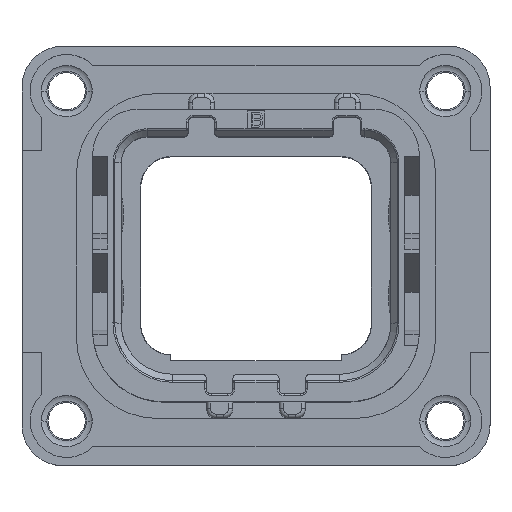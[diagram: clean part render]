
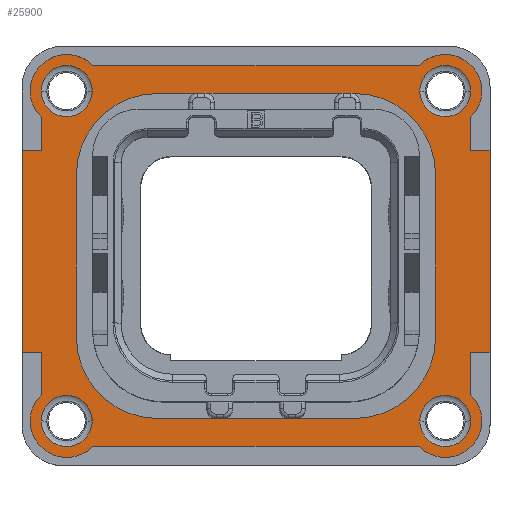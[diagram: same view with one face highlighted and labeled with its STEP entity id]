
A CAD part, top view. The second image highlights one B-rep face of the part: STEP entity #25900.
In plain terms, the highlighted planar face has unit normal (0, 0, 1).
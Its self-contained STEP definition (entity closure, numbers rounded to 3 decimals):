
#373=DIRECTION('',(0.,-1.,0.));
#374=VECTOR('',#373,12.45);
#375=CARTESIAN_POINT('',(-14.4,6.5,1.5));
#376=LINE('',#375,#374);
#436=CARTESIAN_POINT('',(-11.65,10.15,1.5));
#437=DIRECTION('',(0.,0.,1.));
#438=DIRECTION('',(0.716,0.698,0.));
#439=AXIS2_PLACEMENT_3D('',#436,#437,#438);
#449=CARTESIAN_POINT('',(11.65,10.15,1.5));
#450=DIRECTION('',(0.,0.,1.));
#451=DIRECTION('',(0.698,-0.716,0.));
#452=AXIS2_PLACEMENT_3D('',#449,#450,#451);
#459=DIRECTION('',(0.,1.,0.));
#460=VECTOR('',#459,2.588);
#461=CARTESIAN_POINT('',(13.22,-8.538,1.5));
#462=LINE('',#461,#460);
#463=DIRECTION('',(1.,0.,0.));
#464=VECTOR('',#463,20.077);
#465=CARTESIAN_POINT('',(-10.038,-11.72,1.5));
#466=LINE('',#465,#464);
#467=DIRECTION('',(0.,-1.,0.));
#468=VECTOR('',#467,2.588);
#469=CARTESIAN_POINT('',(-13.22,-5.95,1.5));
#470=LINE('',#469,#468);
#471=DIRECTION('',(1.,0.,0.));
#472=VECTOR('',#471,1.18);
#473=CARTESIAN_POINT('',(-14.4,-5.95,1.5));
#474=LINE('',#473,#472);
#475=DIRECTION('',(-1.,0.,0.));
#476=VECTOR('',#475,1.18);
#477=CARTESIAN_POINT('',(-13.22,6.5,1.5));
#478=LINE('',#477,#476);
#479=DIRECTION('',(0.,-1.,0.));
#480=VECTOR('',#479,2.038);
#481=CARTESIAN_POINT('',(-13.22,8.538,1.5));
#482=LINE('',#481,#480);
#483=DIRECTION('',(-1.,0.,0.));
#484=VECTOR('',#483,20.077);
#485=CARTESIAN_POINT('',(10.038,11.72,1.5));
#486=LINE('',#485,#484);
#487=DIRECTION('',(0.,1.,0.));
#488=VECTOR('',#487,2.038);
#489=CARTESIAN_POINT('',(13.22,6.5,1.5));
#490=LINE('',#489,#488);
#491=DIRECTION('',(-1.,0.,0.));
#492=VECTOR('',#491,1.18);
#493=CARTESIAN_POINT('',(14.4,6.5,1.5));
#494=LINE('',#493,#492);
#495=DIRECTION('',(1.,0.,0.));
#496=VECTOR('',#495,1.18);
#497=CARTESIAN_POINT('',(13.22,-5.95,1.5));
#498=LINE('',#497,#496);
#499=CARTESIAN_POINT('',(11.65,-10.15,1.5));
#500=DIRECTION('',(0.,0.,1.));
#501=DIRECTION('',(-1.,0.,0.));
#502=AXIS2_PLACEMENT_3D('',#499,#500,#501);
#504=CARTESIAN_POINT('',(-11.65,-10.15,1.5));
#505=DIRECTION('',(0.,0.,1.));
#506=DIRECTION('',(-1.,0.,0.));
#507=AXIS2_PLACEMENT_3D('',#504,#505,#506);
#509=CARTESIAN_POINT('',(-11.65,10.15,1.5));
#510=DIRECTION('',(0.,0.,1.));
#511=DIRECTION('',(1.,0.,0.));
#512=AXIS2_PLACEMENT_3D('',#509,#510,#511);
#514=CARTESIAN_POINT('',(11.65,10.15,1.5));
#515=DIRECTION('',(0.,0.,1.));
#516=DIRECTION('',(1.,0.,0.));
#517=AXIS2_PLACEMENT_3D('',#514,#515,#516);
#519=CARTESIAN_POINT('',(6.05,5.,1.5));
#520=DIRECTION('',(0.,0.,-1.));
#521=DIRECTION('',(0.,1.,0.));
#522=AXIS2_PLACEMENT_3D('',#519,#520,#521);
#524=DIRECTION('',(1.,0.,0.));
#525=VECTOR('',#524,12.1);
#526=CARTESIAN_POINT('',(-6.05,10.,1.5));
#527=LINE('',#526,#525);
#528=CARTESIAN_POINT('',(-6.05,5.,1.5));
#529=DIRECTION('',(0.,0.,-1.));
#530=DIRECTION('',(-1.,0.,0.));
#531=AXIS2_PLACEMENT_3D('',#528,#529,#530);
#533=DIRECTION('',(0.,1.,0.));
#534=VECTOR('',#533,10.);
#535=CARTESIAN_POINT('',(-11.05,-5.,1.5));
#536=LINE('',#535,#534);
#537=CARTESIAN_POINT('',(-6.05,-5.,1.5));
#538=DIRECTION('',(0.,0.,-1.));
#539=DIRECTION('',(0.,-1.,0.));
#540=AXIS2_PLACEMENT_3D('',#537,#538,#539);
#542=DIRECTION('',(-1.,0.,0.));
#543=VECTOR('',#542,12.1);
#544=CARTESIAN_POINT('',(6.05,-10.,1.5));
#545=LINE('',#544,#543);
#546=CARTESIAN_POINT('',(6.05,-5.,1.5));
#547=DIRECTION('',(0.,0.,-1.));
#548=DIRECTION('',(1.,0.,0.));
#549=AXIS2_PLACEMENT_3D('',#546,#547,#548);
#551=DIRECTION('',(0.,-1.,0.));
#552=VECTOR('',#551,10.);
#553=CARTESIAN_POINT('',(11.05,5.,1.5));
#554=LINE('',#553,#552);
#559=CARTESIAN_POINT('',(11.65,-10.15,1.5));
#560=DIRECTION('',(0.,0.,1.));
#561=DIRECTION('',(-0.716,-0.698,0.));
#562=AXIS2_PLACEMENT_3D('',#559,#560,#561);
#616=CARTESIAN_POINT('',(-11.65,-10.15,1.5));
#617=DIRECTION('',(0.,0.,1.));
#618=DIRECTION('',(-0.698,0.716,0.));
#619=AXIS2_PLACEMENT_3D('',#616,#617,#618);
#645=DIRECTION('',(0.,1.,0.));
#646=VECTOR('',#645,12.45);
#647=CARTESIAN_POINT('',(14.4,-5.95,1.5));
#648=LINE('',#647,#646);
#701=CARTESIAN_POINT('',(11.65,-10.15,1.5));
#702=DIRECTION('',(0.,0.,1.));
#703=DIRECTION('',(1.,0.,0.));
#704=AXIS2_PLACEMENT_3D('',#701,#702,#703);
#706=CARTESIAN_POINT('',(-11.65,-10.15,1.5));
#707=DIRECTION('',(0.,0.,1.));
#708=DIRECTION('',(1.,0.,0.));
#709=AXIS2_PLACEMENT_3D('',#706,#707,#708);
#727=CARTESIAN_POINT('',(-11.65,10.15,1.5));
#728=DIRECTION('',(0.,0.,1.));
#729=DIRECTION('',(-1.,0.,0.));
#730=AXIS2_PLACEMENT_3D('',#727,#728,#729);
#732=CARTESIAN_POINT('',(11.65,10.15,1.5));
#733=DIRECTION('',(0.,0.,1.));
#734=DIRECTION('',(-1.,0.,0.));
#735=AXIS2_PLACEMENT_3D('',#732,#733,#734);
#22191=CARTESIAN_POINT('',(-6.05,10.,1.5));
#22192=CARTESIAN_POINT('',(6.05,10.,1.5));
#22193=VERTEX_POINT('',#22191);
#22194=VERTEX_POINT('',#22192);
#22195=CARTESIAN_POINT('',(11.05,-5.,1.5));
#22196=CARTESIAN_POINT('',(6.05,-10.,1.5));
#22197=VERTEX_POINT('',#22195);
#22198=VERTEX_POINT('',#22196);
#22199=CARTESIAN_POINT('',(11.05,5.,1.5));
#22200=VERTEX_POINT('',#22199);
#22201=CARTESIAN_POINT('',(-11.05,5.,1.5));
#22202=VERTEX_POINT('',#22201);
#22203=CARTESIAN_POINT('',(-11.05,-5.,1.5));
#22204=VERTEX_POINT('',#22203);
#22205=CARTESIAN_POINT('',(-6.05,-10.,1.5));
#22206=VERTEX_POINT('',#22205);
#22235=CARTESIAN_POINT('',(14.4,-5.95,1.5));
#22236=CARTESIAN_POINT('',(14.4,6.5,1.5));
#22237=VERTEX_POINT('',#22235);
#22238=VERTEX_POINT('',#22236);
#22239=CARTESIAN_POINT('',(-14.4,6.5,1.5));
#22240=CARTESIAN_POINT('',(-14.4,-5.95,1.5));
#22241=VERTEX_POINT('',#22239);
#22242=VERTEX_POINT('',#22240);
#22243=CARTESIAN_POINT('',(10.08,10.15,1.5));
#22244=VERTEX_POINT('',#22243);
#22245=CARTESIAN_POINT('',(-10.08,10.15,1.5));
#22246=VERTEX_POINT('',#22245);
#22247=CARTESIAN_POINT('',(-10.08,-10.15,1.5));
#22248=VERTEX_POINT('',#22247);
#22249=CARTESIAN_POINT('',(10.08,-10.15,1.5));
#22250=VERTEX_POINT('',#22249);
#22251=CARTESIAN_POINT('',(-13.22,6.5,1.5));
#22252=VERTEX_POINT('',#22251);
#22253=CARTESIAN_POINT('',(13.22,6.5,1.5));
#22254=VERTEX_POINT('',#22253);
#22255=CARTESIAN_POINT('',(-13.22,-5.95,1.5));
#22256=VERTEX_POINT('',#22255);
#22571=CARTESIAN_POINT('',(13.22,-5.95,1.5));
#22572=VERTEX_POINT('',#22571);
#22902=CARTESIAN_POINT('',(13.22,8.538,1.5));
#22904=VERTEX_POINT('',#22902);
#22906=CARTESIAN_POINT('',(-10.038,-11.72,1.5));
#22908=VERTEX_POINT('',#22906);
#22910=CARTESIAN_POINT('',(10.038,-11.72,1.5));
#22912=VERTEX_POINT('',#22910);
#22914=CARTESIAN_POINT('',(-13.22,-8.538,1.5));
#22916=VERTEX_POINT('',#22914);
#22918=CARTESIAN_POINT('',(-10.038,11.72,1.5));
#22920=VERTEX_POINT('',#22918);
#22922=CARTESIAN_POINT('',(10.038,11.72,1.5));
#22924=VERTEX_POINT('',#22922);
#22926=CARTESIAN_POINT('',(-13.22,8.538,1.5));
#22928=VERTEX_POINT('',#22926);
#22930=CARTESIAN_POINT('',(13.22,-8.538,1.5));
#22932=VERTEX_POINT('',#22930);
#22934=CARTESIAN_POINT('',(13.22,10.15,1.5));
#22935=VERTEX_POINT('',#22934);
#22936=CARTESIAN_POINT('',(-13.22,10.15,1.5));
#22937=VERTEX_POINT('',#22936);
#22938=CARTESIAN_POINT('',(-13.22,-10.15,1.5));
#22939=VERTEX_POINT('',#22938);
#22940=CARTESIAN_POINT('',(13.22,-10.15,1.5));
#22941=VERTEX_POINT('',#22940);
#25823=CARTESIAN_POINT('',(0.,0.,1.5));
#25824=DIRECTION('',(0.,0.,1.));
#25825=DIRECTION('',(1.,0.,0.));
#25826=AXIS2_PLACEMENT_3D('',#25823,#25824,#25825);
#25827=PLANE('',#25826);
#25829=ORIENTED_EDGE('',*,*,#25828,.F.);
#25831=ORIENTED_EDGE('',*,*,#25830,.F.);
#25833=ORIENTED_EDGE('',*,*,#25832,.F.);
#25835=ORIENTED_EDGE('',*,*,#25834,.F.);
#25837=ORIENTED_EDGE('',*,*,#25836,.F.);
#25839=ORIENTED_EDGE('',*,*,#25838,.F.);
#25840=ORIENTED_EDGE('',*,*,#25736,.F.);
#25842=ORIENTED_EDGE('',*,*,#25841,.F.);
#25844=ORIENTED_EDGE('',*,*,#25843,.F.);
#25845=ORIENTED_EDGE('',*,*,#25788,.F.);
#25846=ORIENTED_EDGE('',*,*,#25804,.F.);
#25847=ORIENTED_EDGE('',*,*,#25814,.F.);
#25849=ORIENTED_EDGE('',*,*,#25848,.F.);
#25851=ORIENTED_EDGE('',*,*,#25850,.F.);
#25853=ORIENTED_EDGE('',*,*,#25852,.F.);
#25855=ORIENTED_EDGE('',*,*,#25854,.F.);
#25856=EDGE_LOOP('',(#25829,#25831,#25833,#25835,#25837,#25839,#25840,#25842,
#25844,#25845,#25846,#25847,#25849,#25851,#25853,#25855));
#25857=FACE_OUTER_BOUND('',#25856,.F.);
#25859=ORIENTED_EDGE('',*,*,#25858,.T.);
#25861=ORIENTED_EDGE('',*,*,#25860,.T.);
#25862=EDGE_LOOP('',(#25859,#25861));
#25863=FACE_BOUND('',#25862,.F.);
#25865=ORIENTED_EDGE('',*,*,#25864,.T.);
#25867=ORIENTED_EDGE('',*,*,#25866,.T.);
#25868=EDGE_LOOP('',(#25865,#25867));
#25869=FACE_BOUND('',#25868,.F.);
#25871=ORIENTED_EDGE('',*,*,#25870,.T.);
#25873=ORIENTED_EDGE('',*,*,#25872,.T.);
#25874=EDGE_LOOP('',(#25871,#25873));
#25875=FACE_BOUND('',#25874,.F.);
#25877=ORIENTED_EDGE('',*,*,#25876,.T.);
#25879=ORIENTED_EDGE('',*,*,#25878,.T.);
#25880=EDGE_LOOP('',(#25877,#25879));
#25881=FACE_BOUND('',#25880,.F.);
#25883=ORIENTED_EDGE('',*,*,#25882,.F.);
#25885=ORIENTED_EDGE('',*,*,#25884,.F.);
#25887=ORIENTED_EDGE('',*,*,#25886,.F.);
#25889=ORIENTED_EDGE('',*,*,#25888,.F.);
#25891=ORIENTED_EDGE('',*,*,#25890,.F.);
#25893=ORIENTED_EDGE('',*,*,#25892,.F.);
#25895=ORIENTED_EDGE('',*,*,#25894,.F.);
#25897=ORIENTED_EDGE('',*,*,#25896,.F.);
#25898=EDGE_LOOP('',(#25883,#25885,#25887,#25889,#25891,#25893,#25895,#25897));
#25899=FACE_BOUND('',#25898,.F.);
#25900=ADVANCED_FACE('',(#25857,#25863,#25869,#25875,#25881,#25899),#25827,.T.);
#440=CIRCLE('',#439,2.25);
#453=CIRCLE('',#452,2.25);
#503=CIRCLE('',#502,1.57);
#508=CIRCLE('',#507,1.57);
#513=CIRCLE('',#512,1.57);
#518=CIRCLE('',#517,1.57);
#523=CIRCLE('',#522,5.);
#532=CIRCLE('',#531,5.);
#541=CIRCLE('',#540,5.);
#550=CIRCLE('',#549,5.);
#563=CIRCLE('',#562,2.25);
#620=CIRCLE('',#619,2.25);
#705=CIRCLE('',#704,1.57);
#710=CIRCLE('',#709,1.57);
#731=CIRCLE('',#730,1.57);
#736=CIRCLE('',#735,1.57);
#25736=EDGE_CURVE('',#22241,#22242,#376,.T.);
#25788=EDGE_CURVE('',#22920,#22928,#440,.T.);
#25804=EDGE_CURVE('',#22924,#22920,#486,.T.);
#25814=EDGE_CURVE('',#22904,#22924,#453,.T.);
#25828=EDGE_CURVE('',#22932,#22572,#462,.T.);
#25830=EDGE_CURVE('',#22912,#22932,#563,.T.);
#25832=EDGE_CURVE('',#22908,#22912,#466,.T.);
#25834=EDGE_CURVE('',#22916,#22908,#620,.T.);
#25836=EDGE_CURVE('',#22256,#22916,#470,.T.);
#25838=EDGE_CURVE('',#22242,#22256,#474,.T.);
#25841=EDGE_CURVE('',#22252,#22241,#478,.T.);
#25843=EDGE_CURVE('',#22928,#22252,#482,.T.);
#25848=EDGE_CURVE('',#22254,#22904,#490,.T.);
#25850=EDGE_CURVE('',#22238,#22254,#494,.T.);
#25852=EDGE_CURVE('',#22237,#22238,#648,.T.);
#25854=EDGE_CURVE('',#22572,#22237,#498,.T.);
#25858=EDGE_CURVE('',#22250,#22941,#503,.T.);
#25860=EDGE_CURVE('',#22941,#22250,#705,.T.);
#25864=EDGE_CURVE('',#22248,#22939,#710,.T.);
#25866=EDGE_CURVE('',#22939,#22248,#508,.T.);
#25870=EDGE_CURVE('',#22246,#22937,#513,.T.);
#25872=EDGE_CURVE('',#22937,#22246,#731,.T.);
#25876=EDGE_CURVE('',#22244,#22935,#736,.T.);
#25878=EDGE_CURVE('',#22935,#22244,#518,.T.);
#25882=EDGE_CURVE('',#22194,#22200,#523,.T.);
#25884=EDGE_CURVE('',#22193,#22194,#527,.T.);
#25886=EDGE_CURVE('',#22202,#22193,#532,.T.);
#25888=EDGE_CURVE('',#22204,#22202,#536,.T.);
#25890=EDGE_CURVE('',#22206,#22204,#541,.T.);
#25892=EDGE_CURVE('',#22198,#22206,#545,.T.);
#25894=EDGE_CURVE('',#22197,#22198,#550,.T.);
#25896=EDGE_CURVE('',#22200,#22197,#554,.T.);
